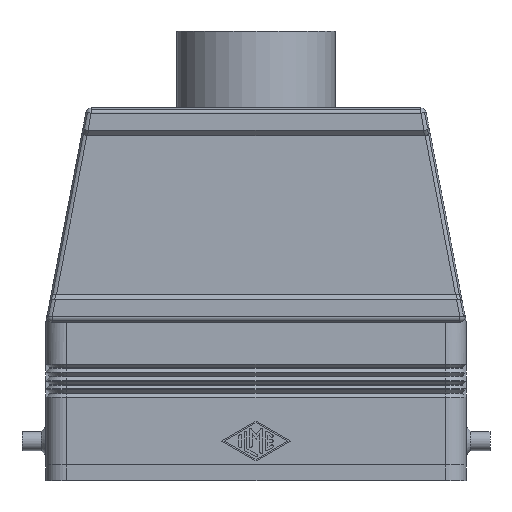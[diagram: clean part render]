
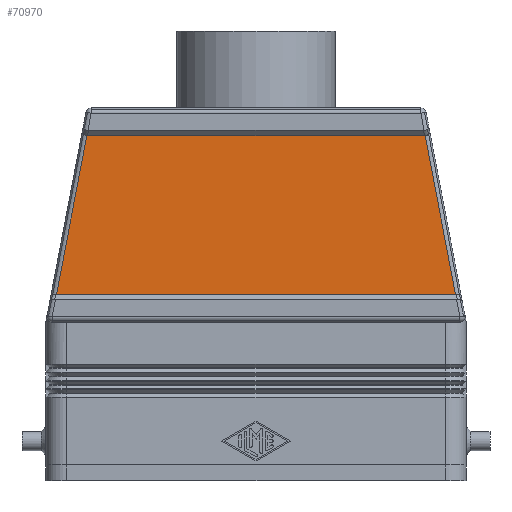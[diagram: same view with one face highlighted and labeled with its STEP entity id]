
A CAD part, front view. The second image highlights one B-rep face of the part: STEP entity #70970.
In plain terms, the highlighted planar face has unit normal (0, -1, 0).
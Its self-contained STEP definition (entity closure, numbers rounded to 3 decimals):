
#8100=CARTESIAN_POINT('',(-31.851,-17.,65.25));
#8110=VERTEX_POINT('',#8100);
#8140=CARTESIAN_POINT('',(-31.716,-17.,66.664));
#8150=DIRECTION('',(0.,-1.,0.));
#8160=DIRECTION('',(-0.188,0.,
-0.982));
#8170=AXIS2_PLACEMENT_3D('',#8140,#8150,#8160);
#8180=ELLIPSE('',#8170,1.427,1.);
#8190=CARTESIAN_POINT('',(-31.984,-17.,65.263));
#8200=VERTEX_POINT('',#8190);
#8210=EDGE_CURVE('',#8200,#8110,#8180,.T.);
#13840=CARTESIAN_POINT('',(31.984,-17.,65.263));
#13850=VERTEX_POINT('',#13840);
#13880=CARTESIAN_POINT('',(31.716,-17.,66.664));
#13890=DIRECTION('',(0.,-1.,0.));
#13900=DIRECTION('',(0.188,0.,-0.982));
#13910=AXIS2_PLACEMENT_3D('',#13880,#13890,#13900);
#13920=ELLIPSE('',#13910,1.427,1.);
#13930=CARTESIAN_POINT('',(31.851,-17.,65.25));
#13940=VERTEX_POINT('',#13930);
#13950=EDGE_CURVE('',#13940,#13850,#13920,.T.);
#15640=CARTESIAN_POINT('',(37.727,-17.,35.25));
#15650=VERTEX_POINT('',#15640);
#15680=CARTESIAN_POINT('',(31.984,-17.,65.263));
#15690=DIRECTION('',(0.188,0.,-0.982)
);
#15700=VECTOR('',#15690,30.557);
#15710=LINE('',#15680,#15700);
#15720=EDGE_CURVE('',#13850,#15650,#15710,.T.);
#16620=CARTESIAN_POINT('',(-37.727,-17.,35.25));
#16630=DIRECTION('',(0.188,0.,0.982));
#16640=VECTOR('',#16630,30.557);
#16650=LINE('',#16620,#16640);
#16660=CARTESIAN_POINT('',(-37.727,-17.,35.25));
#16670=VERTEX_POINT('',#16660);
#16680=EDGE_CURVE('',#16670,#8200,#16650,.T.);
#70600=CARTESIAN_POINT('',(37.727,-17.,35.25));
#70610=DIRECTION('',(-1.,0.,0.));
#70620=VECTOR('',#70610,75.454);
#70630=LINE('',#70600,#70620);
#70640=EDGE_CURVE('',#15650,#16670,#70630,.T.);
#70790=CARTESIAN_POINT('',(0.,-17.,35.25));
#70800=DIRECTION('',(0.,1.,0.));
#70810=DIRECTION('',(0.,0.,1.));
#70820=AXIS2_PLACEMENT_3D('',#70790,#70800,#70810);
#70830=PLANE('',#70820);
#70840=ORIENTED_EDGE('',*,*,#70640,.F.);
#70850=ORIENTED_EDGE('',*,*,#16680,.F.);
#70860=ORIENTED_EDGE('',*,*,#8210,.F.);
#70870=CARTESIAN_POINT('',(31.851,-17.,65.25));
#70880=DIRECTION('',(-1.,0.,0.));
#70890=VECTOR('',#70880,63.702);
#70900=LINE('',#70870,#70890);
#70910=EDGE_CURVE('',#13940,#8110,#70900,.T.);
#70920=ORIENTED_EDGE('',*,*,#70910,.T.);
#70930=ORIENTED_EDGE('',*,*,#13950,.F.);
#70940=ORIENTED_EDGE('',*,*,#15720,.F.);
#70950=EDGE_LOOP('',(#70940,#70930,#70920,#70860,#70850,#70840));
#70960=FACE_OUTER_BOUND('',#70950,.T.);
#70970=ADVANCED_FACE('',(#70960),#70830,.F.);
